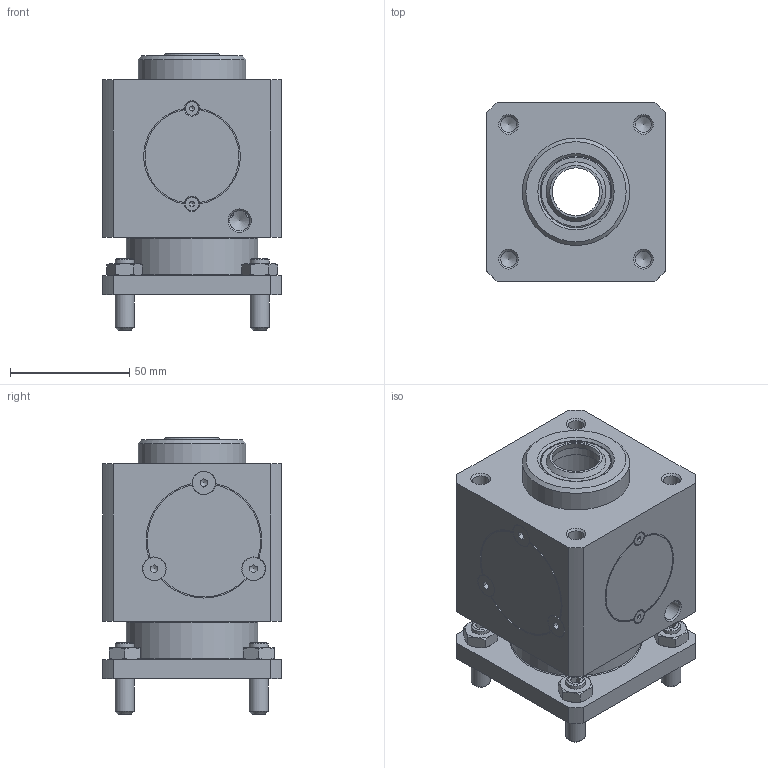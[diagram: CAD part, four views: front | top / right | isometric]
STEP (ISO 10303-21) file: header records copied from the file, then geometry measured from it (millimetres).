
FILE_DESCRIPTION((''),'2;1');
FILE_NAME('BH063.stp','2015-08-26T12:22:58',('carlo.corazza'),(''),'Autodesk Inventor 2013','Autodesk Inventor 2013','');
FILE_SCHEMA(('AUTOMOTIVE_DESIGN { 1 0 10303 214 1 1 1 1 }'));
Length unit declared in the file: millimetre
Products named in the file (1): BH063
Bounding box: 75 x 75 x 116 mm (x, y, z)
Volume: 300849.3 mm3; surface area: 75023.6 mm2
Topology: 1 solids, 19 shells, 475 faces, 1220 edges, 798 vertices
Faces by surface type: plane 208, cylinder 159, cone 98, torus 8, sphere 2
Full cylindrical faces by diameter (mm): 2 x2, 2.459 x6, 3 x7, 3.4 x2, 4.13 x6, 5 x12, 5.5 x6, 5.7 x2, 6.647 x4, 8 x8, 8.566 x1, 9 x4, 9.64 x6, 15 x1, 21 x1, 22 x2, 26 x1, 30 x4, 34 x1, 37 x2, 40 x5, 45 x1, 45.5 x1, 48 x1, 55 x1
Entity records: 13467 total; most frequent: CARTESIAN_POINT 3032, DIRECTION 2060, ORIENTED_EDGE 1882, EDGE_CURVE 941, AXIS2_PLACEMENT_3D 872, EDGE_LOOP 711, VERTEX_POINT 708, FACE_OUTER_BOUND 475
